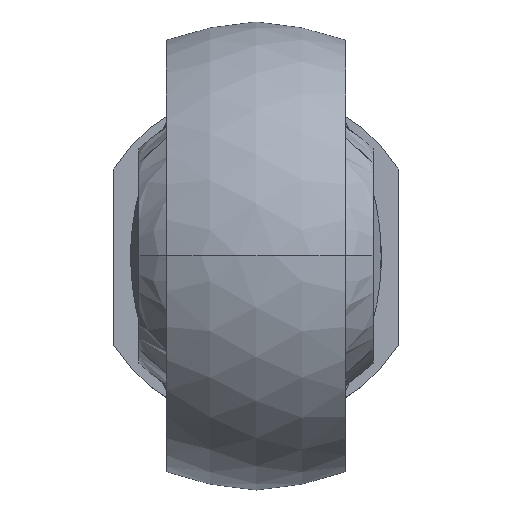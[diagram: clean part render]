
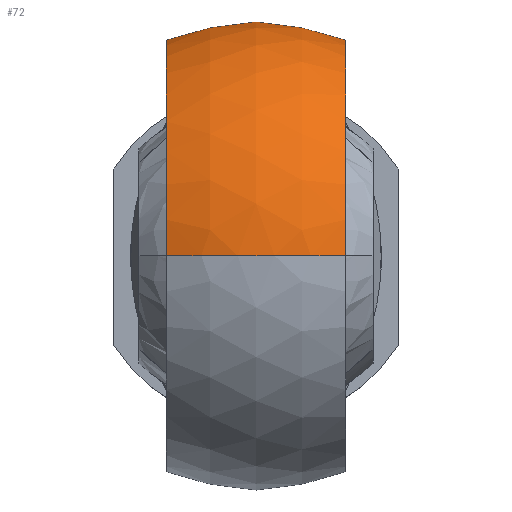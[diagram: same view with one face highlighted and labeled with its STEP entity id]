
A CAD part, top view. The second image highlights one B-rep face of the part: STEP entity #72.
In plain terms, the highlighted spherical face has radius 14 mm.
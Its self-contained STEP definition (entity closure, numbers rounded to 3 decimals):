
#72=ADVANCED_FACE('',(#121),#122,.T.);
#121=FACE_OUTER_BOUND('',#206,.T.);
#122=SPHERICAL_SURFACE('',#207,14.0);
#206=EDGE_LOOP('',(#329,#330,#331,#332,#333));
#207=AXIS2_PLACEMENT_3D('',#334,#335,#336);
#329=ORIENTED_EDGE('',*,*,#593,.F.);
#330=ORIENTED_EDGE('',*,*,#594,.F.);
#331=ORIENTED_EDGE('',*,*,#595,.T.);
#332=ORIENTED_EDGE('',*,*,#596,.T.);
#333=ORIENTED_EDGE('',*,*,#597,.F.);
#334=CARTESIAN_POINT('',(0.,0.0,43.0));
#335=DIRECTION('',(-1.0,0.0,0.));
#336=DIRECTION('',(0.,0.0,1.0));
#593=EDGE_CURVE('',#699,#700,#701,.T.);
#594=EDGE_CURVE('',#702,#699,#703,.T.);
#595=EDGE_CURVE('',#702,#704,#705,.T.);
#596=EDGE_CURVE('',#704,#706,#707,.T.);
#597=EDGE_CURVE('',#700,#706,#708,.T.);
#699=VERTEX_POINT('',#872);
#700=VERTEX_POINT('',#873);
#701=CIRCLE('',#874,14.0);
#702=VERTEX_POINT('',#875);
#703=CIRCLE('',#876,12.929);
#704=VERTEX_POINT('',#877);
#705=CIRCLE('',#878,12.862);
#706=VERTEX_POINT('',#879);
#707=CIRCLE('',#880,12.862);
#708=CIRCLE('',#881,12.929);
#872=CARTESIAN_POINT('',(5.37,0.,55.929));
#873=CARTESIAN_POINT('',(-5.37,0.,55.929));
#874=AXIS2_PLACEMENT_3D('',#1118,#1119,#1120);
#875=CARTESIAN_POINT('',(5.37,11.687,37.47));
#876=AXIS2_PLACEMENT_3D('',#1121,#1122,#1123);
#877=CARTESIAN_POINT('',(0.,12.862,37.47));
#878=AXIS2_PLACEMENT_3D('',#1124,#1125,#1126);
#879=CARTESIAN_POINT('',(-5.37,11.687,37.47));
#880=AXIS2_PLACEMENT_3D('',#1127,#1128,#1129);
#881=AXIS2_PLACEMENT_3D('',#1130,#1131,#1132);
#1118=CARTESIAN_POINT('',(0.,0.0,43.0));
#1119=DIRECTION('',(0.,-1.0,0.));
#1120=DIRECTION('',(0.0,0.,1.0));
#1121=CARTESIAN_POINT('',(5.37,0.,43.0));
#1122=DIRECTION('',(1.0,0.,0.));
#1123=DIRECTION('',(0.,-1.0,0.));
#1124=CARTESIAN_POINT('',(0.,0.0,37.47));
#1125=DIRECTION('',(0.,-0.0,1.0));
#1126=DIRECTION('',(0.0,1.0,0.0));
#1127=CARTESIAN_POINT('',(0.,0.0,37.47));
#1128=DIRECTION('',(0.,-0.0,1.0));
#1129=DIRECTION('',(0.0,1.0,0.0));
#1130=CARTESIAN_POINT('',(-5.37,0.,43.0));
#1131=DIRECTION('',(-1.0,0.,0.));
#1132=DIRECTION('',(0.,1.0,0.));
